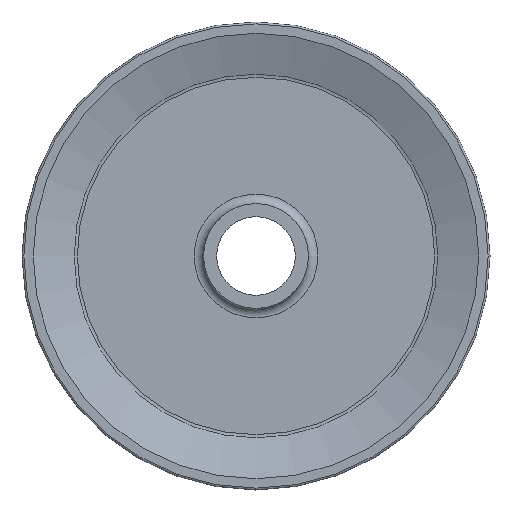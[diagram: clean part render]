
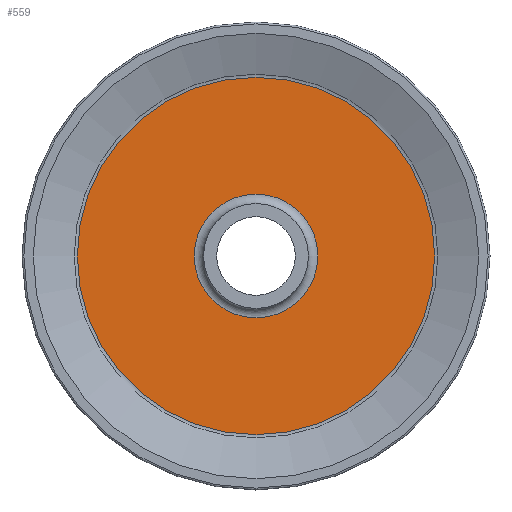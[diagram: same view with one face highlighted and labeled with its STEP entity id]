
A CAD part, left-side view. The second image highlights one B-rep face of the part: STEP entity #559.
In plain terms, the highlighted planar face has unit normal (-1, 0, 0).
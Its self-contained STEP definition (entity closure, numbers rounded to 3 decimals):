
#1 = CARTESIAN_POINT ( 'NONE',  ( 58.582, 124.748, 250.72 ) ) ;
#14 = CARTESIAN_POINT ( 'NONE',  ( 58.582, 124.748, 217.72 ) ) ;
#133 = AXIS2_PLACEMENT_3D ( 'NONE', #627, #527, #330 ) ;
#191 = VERTEX_POINT ( 'NONE', #554 ) ;
#212 = CIRCLE ( 'NONE', #582, 33. ) ;
#225 = FACE_BOUND ( 'NONE', #637, .T. ) ;
#238 = EDGE_LOOP ( 'NONE', ( #622 ) ) ;
#301 = VERTEX_POINT ( 'NONE', #1 ) ;
#307 = EDGE_CURVE ( 'NONE', #191, #191, #370, .T. ) ;
#316 = DIRECTION ( 'NONE',  ( 0., 0., 1. ) ) ;
#321 = DIRECTION ( 'NONE',  ( 0., 0., 1. ) ) ;
#330 = DIRECTION ( 'NONE',  ( 0., 0., -1. ) ) ;
#370 = CIRCLE ( 'NONE', #516, 95.452 ) ;
#373 = ORIENTED_EDGE ( 'NONE', *, *, #398, .F. ) ;
#398 = EDGE_CURVE ( 'NONE', #301, #301, #212, .T. ) ;
#429 = DIRECTION ( 'NONE',  ( -1., 0., 0. ) ) ;
#434 = FACE_OUTER_BOUND ( 'NONE', #238, .T. ) ;
#469 = CARTESIAN_POINT ( 'NONE',  ( 58.582, 124.748, 217.72 ) ) ;
#516 = AXIS2_PLACEMENT_3D ( 'NONE', #14, #568, #321 ) ;
#527 = DIRECTION ( 'NONE',  ( 1., 0., 0. ) ) ;
#538 = PLANE ( 'NONE',  #133 ) ;
#554 = CARTESIAN_POINT ( 'NONE',  ( 58.582, 124.748, 313.171 ) ) ;
#559 = ADVANCED_FACE ( 'NONE', ( #225, #434 ), #538, .F. ) ;
#568 = DIRECTION ( 'NONE',  ( -1., 0., 0. ) ) ;
#582 = AXIS2_PLACEMENT_3D ( 'NONE', #469, #429, #316 ) ;
#622 = ORIENTED_EDGE ( 'NONE', *, *, #307, .T. ) ;
#627 = CARTESIAN_POINT ( 'NONE',  ( 58.582, 157.748, 217.72 ) ) ;
#637 = EDGE_LOOP ( 'NONE', ( #373 ) ) ;
